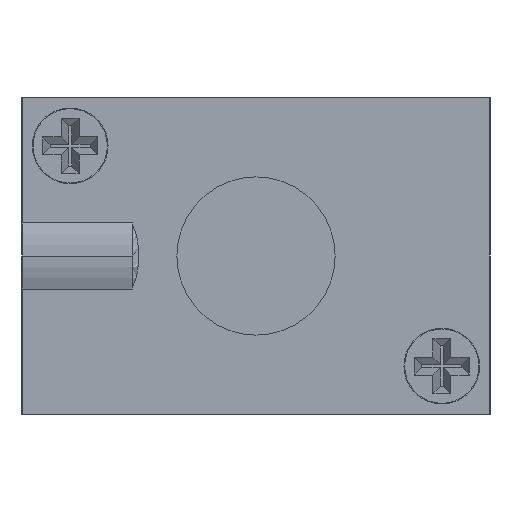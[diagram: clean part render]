
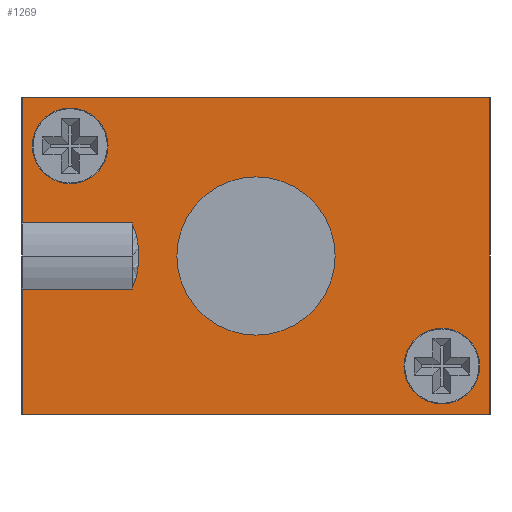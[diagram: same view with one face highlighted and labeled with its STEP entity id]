
A CAD part, left-side view. The second image highlights one B-rep face of the part: STEP entity #1269.
In plain terms, the highlighted face is planar.
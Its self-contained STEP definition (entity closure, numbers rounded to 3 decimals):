
#140 = CARTESIAN_POINT ( 'NONE',  ( -2.398, 17., 13. ) ) ;
#141 = CARTESIAN_POINT ( 'NONE',  ( 11.5, -17., 13. ) ) ;
#142 = CARTESIAN_POINT ( 'NONE',  ( -2.398, 9., 13. ) ) ;
#146 = CARTESIAN_POINT ( 'NONE',  ( 2.398, 17., 13. ) ) ;
#218 = LINE ( 'NONE', #2532, #220 ) ;
#220 = VECTOR ( 'NONE', #2533, 1000. ) ;
#221 = LINE ( 'NONE', #2535, #222 ) ;
#222 = VECTOR ( 'NONE', #2536, 1000. ) ;
#223 = LINE ( 'NONE', #2538, #224 ) ;
#224 = VECTOR ( 'NONE', #2539, 1000. ) ;
#225 = LINE ( 'NONE', #2540, #226 ) ;
#226 = VECTOR ( 'NONE', #2541, 1000. ) ;
#227 = LINE ( 'NONE', #2548, #228 ) ;
#228 = VECTOR ( 'NONE', #2544, 1000. ) ;
#229 = LINE ( 'NONE', #2547, #231 ) ;
#230 = CIRCLE ( 'NONE', #1834, 6. ) ;
#231 = VECTOR ( 'NONE', #2546, 1000. ) ;
#232 = CIRCLE ( 'NONE', #1835, 2.75 ) ;
#233 = CIRCLE ( 'NONE', #1836, 2.75 ) ;
#235 = CIRCLE ( 'NONE', #1837, 5.75 ) ;
#238 = CIRCLE ( 'NONE', #1838, 5.75 ) ;
#280 = CIRCLE ( 'NONE', #1848, 2.75 ) ;
#298 = CIRCLE ( 'NONE', #1854, 2.75 ) ;
#687 = VERTEX_POINT ( 'NONE', #3987 ) ;
#697 = VERTEX_POINT ( 'NONE', #4048 ) ;
#711 = VERTEX_POINT ( 'NONE', #4051 ) ;
#720 = VERTEX_POINT ( 'NONE', #3997 ) ;
#743 = VERTEX_POINT ( 'NONE', #4021 ) ;
#762 = VERTEX_POINT ( 'NONE', #142 ) ;
#763 = VERTEX_POINT ( 'NONE', #141 ) ;
#767 = VERTEX_POINT ( 'NONE', #140 ) ;
#784 = VERTEX_POINT ( 'NONE', #146 ) ;
#792 = VERTEX_POINT ( 'NONE', #3208 ) ;
#797 = VERTEX_POINT ( 'NONE', #3214 ) ;
#965 = EDGE_LOOP ( 'NONE', ( #1455, #1456 ) ) ;
#990 = EDGE_LOOP ( 'NONE', ( #1451, #1452 ) ) ;
#993 = EDGE_LOOP ( 'NONE', ( #1453, #1454 ) ) ;
#997 = EDGE_LOOP ( 'NONE', ( #1457, #1459, #1424, #1425, #1426, #1427, #1428, #1430 ) ) ;
#1145 = VERTEX_POINT ( 'NONE', #3241 ) ;
#1151 = VERTEX_POINT ( 'NONE', #3245 ) ;
#1184 = VERTEX_POINT ( 'NONE', #3131 ) ;
#1269 = ADVANCED_FACE ( 'NONE', ( #3814, #3815, #3816, #3817 ), #3184, .T. ) ;
#1424 = ORIENTED_EDGE ( 'NONE', *, *, #1683, .T. ) ;
#1425 = ORIENTED_EDGE ( 'NONE', *, *, #3349, .T. ) ;
#1426 = ORIENTED_EDGE ( 'NONE', *, *, #3348, .T. ) ;
#1427 = ORIENTED_EDGE ( 'NONE', *, *, #3347, .T. ) ;
#1428 = ORIENTED_EDGE ( 'NONE', *, *, #3346, .T. ) ;
#1430 = ORIENTED_EDGE ( 'NONE', *, *, #3345, .T. ) ;
#1451 = ORIENTED_EDGE ( 'NONE', *, *, #3354, .F. ) ;
#1452 = ORIENTED_EDGE ( 'NONE', *, *, #3356, .F. ) ;
#1453 = ORIENTED_EDGE ( 'NONE', *, *, #3353, .F. ) ;
#1454 = ORIENTED_EDGE ( 'NONE', *, *, #3394, .F. ) ;
#1455 = ORIENTED_EDGE ( 'NONE', *, *, #3352, .F. ) ;
#1456 = ORIENTED_EDGE ( 'NONE', *, *, #3382, .F. ) ;
#1457 = ORIENTED_EDGE ( 'NONE', *, *, #3351, .F. ) ;
#1459 = ORIENTED_EDGE ( 'NONE', *, *, #3350, .T. ) ;
#1683 = EDGE_CURVE ( 'NONE', #762, #767, #3952, .T. ) ;
#1770 = AXIS2_PLACEMENT_3D ( 'NONE', #3163, #3153, #3164 ) ;
#1834 = AXIS2_PLACEMENT_3D ( 'NONE', #2551, #2560, #2472 ) ;
#1835 = AXIS2_PLACEMENT_3D ( 'NONE', #2545, #2552, #2550 ) ;
#1836 = AXIS2_PLACEMENT_3D ( 'NONE', #2554, #2557, #2549 ) ;
#1837 = AXIS2_PLACEMENT_3D ( 'NONE', #2558, #2559, #2477 ) ;
#1838 = AXIS2_PLACEMENT_3D ( 'NONE', #2542, #2534, #2537 ) ;
#1848 = AXIS2_PLACEMENT_3D ( 'NONE', #2213, #2210, #2209 ) ;
#1854 = AXIS2_PLACEMENT_3D ( 'NONE', #2109, #2108, #2105 ) ;
#2105 = DIRECTION ( 'NONE',  ( 1., 0., 0. ) ) ;
#2108 = DIRECTION ( 'NONE',  ( 0., 0., 1. ) ) ;
#2109 = CARTESIAN_POINT ( 'NONE',  ( 8., 13.5, 13. ) ) ;
#2209 = DIRECTION ( 'NONE',  ( 1., 0., 0. ) ) ;
#2210 = DIRECTION ( 'NONE',  ( 0., 0., 1. ) ) ;
#2213 = CARTESIAN_POINT ( 'NONE',  ( -8., -13.5, 13. ) ) ;
#2472 = DIRECTION ( 'NONE',  ( 1., 0., 0. ) ) ;
#2477 = DIRECTION ( 'NONE',  ( 1., 0., 0. ) ) ;
#2532 = CARTESIAN_POINT ( 'NONE',  ( -11.5, 17., 13. ) ) ;
#2533 = DIRECTION ( 'NONE',  ( -1., 0., 0. ) ) ;
#2534 = DIRECTION ( 'NONE',  ( 0., 0., 1. ) ) ;
#2535 = CARTESIAN_POINT ( 'NONE',  ( 11.5, 17., 13. ) ) ;
#2536 = DIRECTION ( 'NONE',  ( 0., 1., 0. ) ) ;
#2537 = DIRECTION ( 'NONE',  ( 1., 0., 0. ) ) ;
#2538 = CARTESIAN_POINT ( 'NONE',  ( -11.5, -17., 13. ) ) ;
#2539 = DIRECTION ( 'NONE',  ( 1., 0., 0. ) ) ;
#2540 = CARTESIAN_POINT ( 'NONE',  ( -11.5, 17., 13. ) ) ;
#2541 = DIRECTION ( 'NONE',  ( 0., -1., 0. ) ) ;
#2542 = CARTESIAN_POINT ( 'NONE',  ( 0., 0., 13. ) ) ;
#2544 = DIRECTION ( 'NONE',  ( -1., 0., 0. ) ) ;
#2545 = CARTESIAN_POINT ( 'NONE',  ( -8., -13.5, 13. ) ) ;
#2546 = DIRECTION ( 'NONE',  ( 0., 1., 0. ) ) ;
#2547 = CARTESIAN_POINT ( 'NONE',  ( 2.398, 9., 13. ) ) ;
#2548 = CARTESIAN_POINT ( 'NONE',  ( -11.5, 17., 13. ) ) ;
#2549 = DIRECTION ( 'NONE',  ( 1., 0., 0. ) ) ;
#2550 = DIRECTION ( 'NONE',  ( 1., 0., 0. ) ) ;
#2551 = CARTESIAN_POINT ( 'NONE',  ( 0., 14.5, 13. ) ) ;
#2552 = DIRECTION ( 'NONE',  ( 0., 0., 1. ) ) ;
#2554 = CARTESIAN_POINT ( 'NONE',  ( 8., 13.5, 13. ) ) ;
#2557 = DIRECTION ( 'NONE',  ( 0., 0., 1. ) ) ;
#2558 = CARTESIAN_POINT ( 'NONE',  ( 0., 0., 13. ) ) ;
#2559 = DIRECTION ( 'NONE',  ( 0., 0., 1. ) ) ;
#2560 = DIRECTION ( 'NONE',  ( 0., 0., -1. ) ) ;
#2721 = DIRECTION ( 'NONE',  ( 0., 1., 0. ) ) ;
#2722 = CARTESIAN_POINT ( 'NONE',  ( -2.398, 9., 13. ) ) ;
#3131 = CARTESIAN_POINT ( 'NONE',  ( -11.5, -17., 13. ) ) ;
#3153 = DIRECTION ( 'NONE',  ( 0., 0., 1. ) ) ;
#3163 = CARTESIAN_POINT ( 'NONE',  ( 11.5, -17., 13. ) ) ;
#3164 = DIRECTION ( 'NONE',  ( 1., 0., 0. ) ) ;
#3184 = PLANE ( 'NONE',  #1770 ) ;
#3208 = CARTESIAN_POINT ( 'NONE',  ( 2.398, 9., 13. ) ) ;
#3214 = CARTESIAN_POINT ( 'NONE',  ( 10.75, 13.5, 13. ) ) ;
#3241 = CARTESIAN_POINT ( 'NONE',  ( -5.75, 0., 13. ) ) ;
#3245 = CARTESIAN_POINT ( 'NONE',  ( 11.5, 17., 13. ) ) ;
#3345 = EDGE_CURVE ( 'NONE', #1151, #784, #218, .T. ) ;
#3346 = EDGE_CURVE ( 'NONE', #763, #1151, #221, .T. ) ;
#3347 = EDGE_CURVE ( 'NONE', #1184, #763, #223, .T. ) ;
#3348 = EDGE_CURVE ( 'NONE', #711, #1184, #225, .T. ) ;
#3349 = EDGE_CURVE ( 'NONE', #767, #711, #227, .T. ) ;
#3350 = EDGE_CURVE ( 'NONE', #792, #762, #230, .T. ) ;
#3351 = EDGE_CURVE ( 'NONE', #792, #784, #229, .T. ) ;
#3352 = EDGE_CURVE ( 'NONE', #720, #697, #232, .T. ) ;
#3353 = EDGE_CURVE ( 'NONE', #797, #743, #233, .T. ) ;
#3354 = EDGE_CURVE ( 'NONE', #687, #1145, #235, .T. ) ;
#3356 = EDGE_CURVE ( 'NONE', #1145, #687, #238, .T. ) ;
#3382 = EDGE_CURVE ( 'NONE', #697, #720, #280, .T. ) ;
#3394 = EDGE_CURVE ( 'NONE', #743, #797, #298, .T. ) ;
#3814 = FACE_BOUND ( 'NONE', #990, .T. ) ;
#3815 = FACE_BOUND ( 'NONE', #993, .T. ) ;
#3816 = FACE_BOUND ( 'NONE', #965, .T. ) ;
#3817 = FACE_OUTER_BOUND ( 'NONE', #997, .T. ) ;
#3952 = LINE ( 'NONE', #2722, #3954 ) ;
#3954 = VECTOR ( 'NONE', #2721, 1000. ) ;
#3987 = CARTESIAN_POINT ( 'NONE',  ( 5.75, 0., 13. ) ) ;
#3997 = CARTESIAN_POINT ( 'NONE',  ( -5.25, -13.5, 13. ) ) ;
#4021 = CARTESIAN_POINT ( 'NONE',  ( 5.25, 13.5, 13. ) ) ;
#4048 = CARTESIAN_POINT ( 'NONE',  ( -10.75, -13.5, 13. ) ) ;
#4051 = CARTESIAN_POINT ( 'NONE',  ( -11.5, 17., 13. ) ) ;
